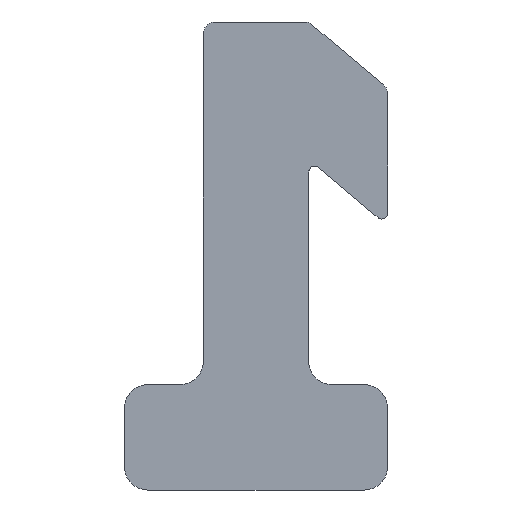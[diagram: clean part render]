
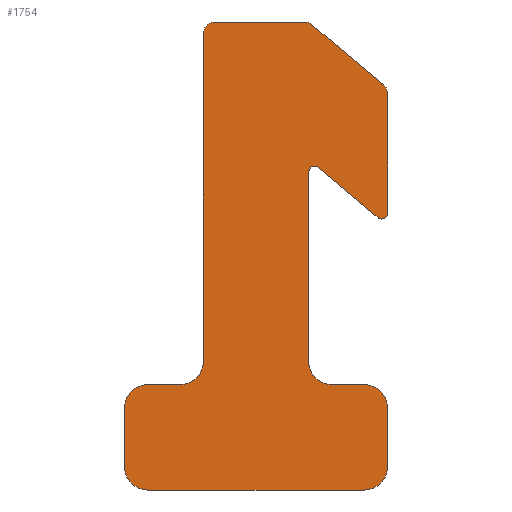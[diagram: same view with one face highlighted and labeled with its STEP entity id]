
A CAD part, front view. The second image highlights one B-rep face of the part: STEP entity #1754.
In plain terms, the highlighted planar face has unit normal (0, -1, 0).
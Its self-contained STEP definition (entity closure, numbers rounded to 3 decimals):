
#34=CIRCLE($,#1858,4.);
#35=CIRCLE($,#1861,4.);
#36=CIRCLE($,#1863,4.);
#37=CIRCLE($,#1864,4.);
#38=CIRCLE($,#1865,4.);
#39=CIRCLE($,#1866,1.);
#40=CIRCLE($,#1867,1.);
#41=CIRCLE($,#1868,2.);
#42=CIRCLE($,#1869,2.);
#43=CIRCLE($,#1870,2.);
#44=CIRCLE($,#1871,4.);
#131=FACE_OUTER_BOUND($,#231,.T.);
#231=EDGE_LOOP($,(#1500,#1501,#1502,#1503,#1504,#1505,#1506,#1507,#1508,
#1509,#1510,#1511,#1512,#1513,#1514,#1515,#1516,#1517,#1518,#1519,#1520,
#1521));
#445=LINE($,#2767,#669);
#449=LINE($,#2777,#673);
#450=LINE($,#2781,#674);
#451=LINE($,#2785,#675);
#452=LINE($,#2788,#676);
#453=LINE($,#2792,#677);
#454=LINE($,#2796,#678);
#455=LINE($,#2800,#679);
#456=LINE($,#2804,#680);
#457=LINE($,#2808,#681);
#458=LINE($,#2811,#682);
#669=VECTOR($,#2251,5.5);
#673=VECTOR($,#2261,10.);
#674=VECTOR($,#2264,37.);
#675=VECTOR($,#2267,10.);
#676=VECTOR($,#2270,32.358);
#677=VECTOR($,#2273,13.334);
#678=VECTOR($,#2276,20.42);
#679=VECTOR($,#2279,15.962);
#680=VECTOR($,#2282,15.272);
#681=VECTOR($,#2285,56.);
#682=VECTOR($,#2288,5.5);
#842=VERTEX_POINT($,#2760);
#843=VERTEX_POINT($,#2761);
#844=VERTEX_POINT($,#2766);
#845=VERTEX_POINT($,#2770);
#846=VERTEX_POINT($,#2772);
#847=VERTEX_POINT($,#2776);
#848=VERTEX_POINT($,#2778);
#849=VERTEX_POINT($,#2780);
#850=VERTEX_POINT($,#2782);
#851=VERTEX_POINT($,#2784);
#852=VERTEX_POINT($,#2787);
#853=VERTEX_POINT($,#2789);
#854=VERTEX_POINT($,#2791);
#855=VERTEX_POINT($,#2793);
#856=VERTEX_POINT($,#2795);
#857=VERTEX_POINT($,#2797);
#858=VERTEX_POINT($,#2799);
#859=VERTEX_POINT($,#2801);
#860=VERTEX_POINT($,#2803);
#861=VERTEX_POINT($,#2805);
#862=VERTEX_POINT($,#2807);
#863=VERTEX_POINT($,#2809);
#1066=EDGE_CURVE($,#842,#843,#34,.T.);
#1069=EDGE_CURVE($,#844,#843,#445,.T.);
#1072=EDGE_CURVE($,#845,#846,#35,.T.);
#1074=EDGE_CURVE($,#845,#847,#449,.T.);
#1075=EDGE_CURVE($,#848,#847,#36,.T.);
#1076=EDGE_CURVE($,#848,#849,#450,.T.);
#1077=EDGE_CURVE($,#850,#849,#37,.T.);
#1078=EDGE_CURVE($,#850,#851,#451,.T.);
#1079=EDGE_CURVE($,#844,#851,#38,.T.);
#1080=EDGE_CURVE($,#842,#852,#452,.T.);
#1081=EDGE_CURVE($,#853,#852,#39,.T.);
#1082=EDGE_CURVE($,#853,#854,#453,.T.);
#1083=EDGE_CURVE($,#855,#854,#40,.T.);
#1084=EDGE_CURVE($,#855,#856,#454,.T.);
#1085=EDGE_CURVE($,#857,#856,#41,.T.);
#1086=EDGE_CURVE($,#857,#858,#455,.T.);
#1087=EDGE_CURVE($,#859,#858,#42,.T.);
#1088=EDGE_CURVE($,#859,#860,#456,.T.);
#1089=EDGE_CURVE($,#861,#860,#43,.T.);
#1090=EDGE_CURVE($,#861,#862,#457,.T.);
#1091=EDGE_CURVE($,#863,#862,#44,.T.);
#1092=EDGE_CURVE($,#863,#846,#458,.T.);
#1500=ORIENTED_EDGE($,*,*,#1072,.F.);
#1501=ORIENTED_EDGE($,*,*,#1074,.T.);
#1502=ORIENTED_EDGE($,*,*,#1075,.F.);
#1503=ORIENTED_EDGE($,*,*,#1076,.T.);
#1504=ORIENTED_EDGE($,*,*,#1077,.F.);
#1505=ORIENTED_EDGE($,*,*,#1078,.T.);
#1506=ORIENTED_EDGE($,*,*,#1079,.F.);
#1507=ORIENTED_EDGE($,*,*,#1069,.T.);
#1508=ORIENTED_EDGE($,*,*,#1066,.F.);
#1509=ORIENTED_EDGE($,*,*,#1080,.T.);
#1510=ORIENTED_EDGE($,*,*,#1081,.F.);
#1511=ORIENTED_EDGE($,*,*,#1082,.T.);
#1512=ORIENTED_EDGE($,*,*,#1083,.F.);
#1513=ORIENTED_EDGE($,*,*,#1084,.T.);
#1514=ORIENTED_EDGE($,*,*,#1085,.F.);
#1515=ORIENTED_EDGE($,*,*,#1086,.T.);
#1516=ORIENTED_EDGE($,*,*,#1087,.F.);
#1517=ORIENTED_EDGE($,*,*,#1088,.T.);
#1518=ORIENTED_EDGE($,*,*,#1089,.F.);
#1519=ORIENTED_EDGE($,*,*,#1090,.T.);
#1520=ORIENTED_EDGE($,*,*,#1091,.F.);
#1521=ORIENTED_EDGE($,*,*,#1092,.T.);
#1671=PLANE($,#1862);
#1754=ADVANCED_FACE($,(#131),#1671,.F.);
#1858=AXIS2_PLACEMENT_3D($,#2762,#2245,#2246);
#1861=AXIS2_PLACEMENT_3D($,#2773,#2256,#2257);
#1862=AXIS2_PLACEMENT_3D($,#2775,#2259,#2260);
#1863=AXIS2_PLACEMENT_3D($,#2779,#2262,#2263);
#1864=AXIS2_PLACEMENT_3D($,#2783,#2265,#2266);
#1865=AXIS2_PLACEMENT_3D($,#2786,#2268,#2269);
#1866=AXIS2_PLACEMENT_3D($,#2790,#2271,#2272);
#1867=AXIS2_PLACEMENT_3D($,#2794,#2274,#2275);
#1868=AXIS2_PLACEMENT_3D($,#2798,#2277,#2278);
#1869=AXIS2_PLACEMENT_3D($,#2802,#2280,#2281);
#1870=AXIS2_PLACEMENT_3D($,#2806,#2283,#2284);
#1871=AXIS2_PLACEMENT_3D($,#2810,#2286,#2287);
#2245=DIRECTION('center_axis',(0.,-1.,0.));
#2246=DIRECTION('ref_axis',(-0.707,0.,-0.707));
#2251=DIRECTION($,(-1.,0.,0.));
#2256=DIRECTION('center_axis',(0.,1.,0.));
#2257=DIRECTION('ref_axis',(-0.707,0.,0.707));
#2259=DIRECTION('center_axis',(0.,1.,0.));
#2260=DIRECTION('ref_axis',(0.,0.,1.));
#2261=DIRECTION($,(0.,0.,-1.));
#2262=DIRECTION('center_axis',(0.,1.,0.));
#2263=DIRECTION('ref_axis',(-0.707,0.,-0.707));
#2264=DIRECTION($,(1.,0.,0.));
#2265=DIRECTION('center_axis',(0.,1.,0.));
#2266=DIRECTION('ref_axis',(0.707,0.,-0.707));
#2267=DIRECTION($,(0.,0.,1.));
#2268=DIRECTION('center_axis',(0.,1.,0.));
#2269=DIRECTION('ref_axis',(0.707,0.,0.707));
#2270=DIRECTION($,(0.,0.,1.));
#2271=DIRECTION('center_axis',(0.,-1.,0.));
#2272=DIRECTION('ref_axis',(-0.423,0.,0.906));
#2273=DIRECTION($,(0.766,0.,-0.643));
#2274=DIRECTION('center_axis',(0.,1.,0.));
#2275=DIRECTION('ref_axis',(0.423,0.,-0.906));
#2276=DIRECTION($,(0.,0.,1.));
#2277=DIRECTION('center_axis',(0.,1.,0.));
#2278=DIRECTION('ref_axis',(0.906,0.,0.423));
#2279=DIRECTION($,(-0.766,0.,0.643));
#2280=DIRECTION('center_axis',(0.,1.,0.));
#2281=DIRECTION('ref_axis',(0.342,0.,0.94));
#2282=DIRECTION($,(-1.,0.,0.));
#2283=DIRECTION('center_axis',(0.,1.,0.));
#2284=DIRECTION('ref_axis',(-0.707,0.,0.707));
#2285=DIRECTION($,(0.,0.,-1.));
#2286=DIRECTION('center_axis',(0.,-1.,0.));
#2287=DIRECTION('ref_axis',(0.707,0.,-0.707));
#2288=DIRECTION($,(-1.,0.,0.));
#2760=CARTESIAN_POINT('',(0.,0.,4.));
#2761=CARTESIAN_POINT('',(4.,0.,0.));
#2762=CARTESIAN_POINT('Origin',(4.,0.,4.));
#2766=CARTESIAN_POINT('',(9.5,0.,0.));
#2767=CARTESIAN_POINT($,(13.5,0.,0.));
#2770=CARTESIAN_POINT('',(-31.5,0.,-4.));
#2772=CARTESIAN_POINT('',(-27.5,0.,0.));
#2773=CARTESIAN_POINT('Origin',(-27.5,0.,-4.));
#2775=CARTESIAN_POINT('Origin',(-5.942,0.,17.989));
#2776=CARTESIAN_POINT('',(-31.5,0.,-14.));
#2777=CARTESIAN_POINT($,(-31.5,0.,0.));
#2778=CARTESIAN_POINT('',(-27.5,0.,-18.));
#2779=CARTESIAN_POINT('Origin',(-27.5,0.,-14.));
#2780=CARTESIAN_POINT('',(9.5,0.,-18.));
#2781=CARTESIAN_POINT($,(-31.5,0.,-18.));
#2782=CARTESIAN_POINT('',(13.5,0.,-14.));
#2783=CARTESIAN_POINT('Origin',(9.5,0.,-14.));
#2784=CARTESIAN_POINT('',(13.5,0.,-4.));
#2785=CARTESIAN_POINT($,(13.5,0.,-18.));
#2786=CARTESIAN_POINT('Origin',(9.5,0.,-4.));
#2787=CARTESIAN_POINT('',(0.,0.,36.358));
#2788=CARTESIAN_POINT($,(0.,0.,0.));
#2789=CARTESIAN_POINT('',(1.643,0.,37.124));
#2790=CARTESIAN_POINT('Origin',(1.,0.,36.358));
#2791=CARTESIAN_POINT('',(11.857,0.,28.553));
#2792=CARTESIAN_POINT($,(0.,0.,38.503));
#2793=CARTESIAN_POINT('',(13.5,0.,29.319));
#2794=CARTESIAN_POINT('Origin',(12.5,0.,29.319));
#2795=CARTESIAN_POINT('',(13.5,0.,49.74));
#2796=CARTESIAN_POINT($,(13.5,0.,27.175));
#2797=CARTESIAN_POINT('',(12.786,0.,51.272));
#2798=CARTESIAN_POINT('Origin',(11.5,0.,49.74));
#2799=CARTESIAN_POINT('',(0.558,0.,61.532));
#2800=CARTESIAN_POINT($,(13.5,0.,50.672));
#2801=CARTESIAN_POINT('',(-0.728,0.,62.));
#2802=CARTESIAN_POINT('Origin',(-0.728,0.,60.));
#2803=CARTESIAN_POINT('',(-16.,0.,62.));
#2804=CARTESIAN_POINT($,(0.,0.,62.));
#2805=CARTESIAN_POINT('',(-18.,0.,60.));
#2806=CARTESIAN_POINT('Origin',(-16.,0.,60.));
#2807=CARTESIAN_POINT('',(-18.,0.,4.));
#2808=CARTESIAN_POINT($,(-18.,0.,62.));
#2809=CARTESIAN_POINT('',(-22.,0.,0.));
#2810=CARTESIAN_POINT('Origin',(-22.,0.,4.));
#2811=CARTESIAN_POINT($,(-18.,0.,0.));
